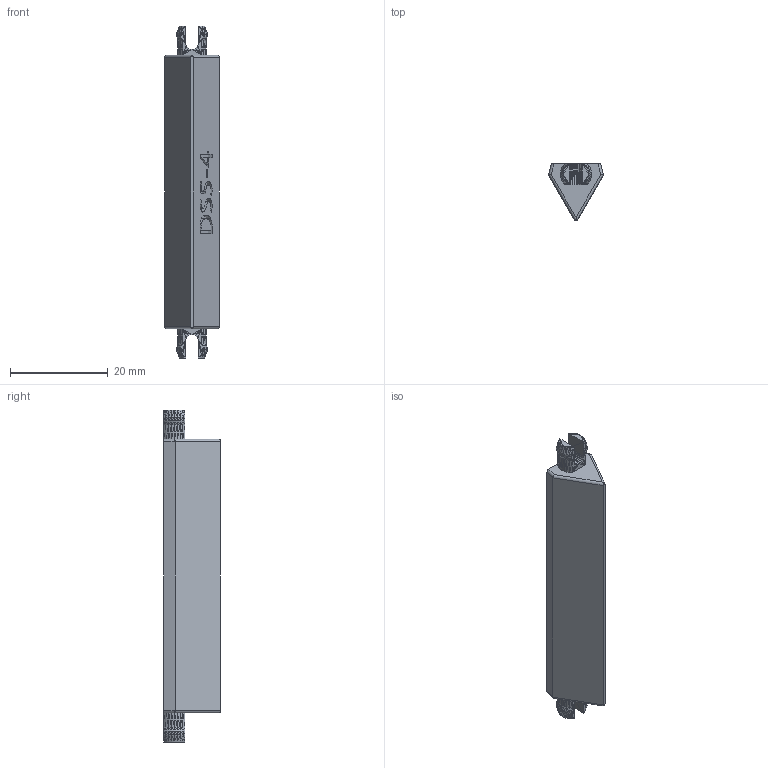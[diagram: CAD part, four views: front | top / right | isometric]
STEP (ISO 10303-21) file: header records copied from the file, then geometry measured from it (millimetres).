
FILE_DESCRIPTION (( 'STEP AP203' ), '1' );
FILE_NAME ('drive_shaft_5-4.step', '2023-09-10T04:19:05', ( '' ), ( '' ), 'SwSTEP 2.0', 'SolidWorks 2023', '' );
FILE_SCHEMA (( 'CONFIG_CONTROL_DESIGN' ));
Length unit declared in the file: millimetre
Products named in the file (1): drive_shaft_5-4
Bounding box: 11.23 x 11.5 x 68 mm (x, y, z)
Volume: 4546.4 mm3; surface area: 2615.3 mm2
Topology: 3 solids, 3 shells, 605 faces, 1004 edges, 412 vertices
Faces by surface type: plane 566, bspline 31, cylinder 8
Entity records: 14273 total; most frequent: CARTESIAN_POINT 3759, DIRECTION 2078, ORIENTED_EDGE 2008, EDGE_CURVE 1004, LINE 928, VECTOR 928, EDGE_LOOP 612, ADVANCED_FACE 605
